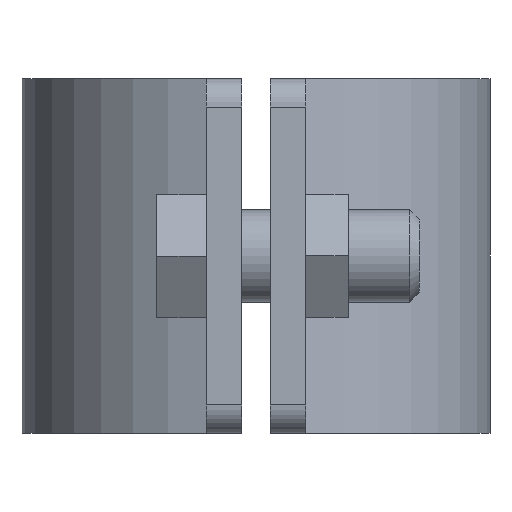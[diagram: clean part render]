
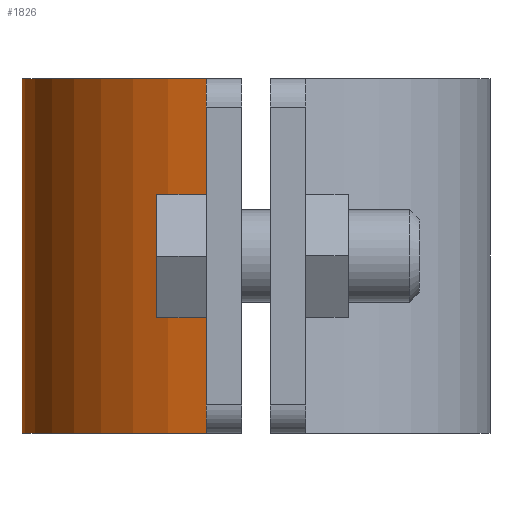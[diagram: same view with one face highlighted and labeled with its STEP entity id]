
A CAD part, left-side view. The second image highlights one B-rep face of the part: STEP entity #1826.
In plain terms, the highlighted cylindrical face has radius 16.5 mm (diameter 33 mm), a partial arc.
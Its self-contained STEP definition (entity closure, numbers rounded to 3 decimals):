
#55 = EDGE_CURVE ( 'NONE', #814, #190, #221, .T. ) ;
#126 = CARTESIAN_POINT ( 'NONE',  ( 16.125, 3.5, -12.5 ) ) ;
#135 = CARTESIAN_POINT ( 'NONE',  ( 16.125, 3.5, 12.5 ) ) ;
#190 = VERTEX_POINT ( 'NONE', #2266 ) ;
#221 = CIRCLE ( 'NONE', #1092, 16.5 ) ;
#558 = CARTESIAN_POINT ( 'NONE',  ( 0., 0., -12.5 ) ) ;
#590 = CARTESIAN_POINT ( 'NONE',  ( 0., 0., 12.5 ) ) ;
#597 = VECTOR ( 'NONE', #2040, 1000. ) ;
#656 = CARTESIAN_POINT ( 'NONE',  ( 16.125, 3.5, 12.5 ) ) ;
#700 = ORIENTED_EDGE ( 'NONE', *, *, #55, .F. ) ;
#716 = FACE_OUTER_BOUND ( 'NONE', #2142, .T. ) ;
#745 = DIRECTION ( 'NONE',  ( 1., 0., 0. ) ) ;
#773 = CIRCLE ( 'NONE', #2364, 16.5 ) ;
#814 = VERTEX_POINT ( 'NONE', #135 ) ;
#953 = DIRECTION ( 'NONE',  ( 0., 0., -1. ) ) ;
#1092 = AXIS2_PLACEMENT_3D ( 'NONE', #590, #1621, #1777 ) ;
#1313 = ORIENTED_EDGE ( 'NONE', *, *, #1369, .T. ) ;
#1369 = EDGE_CURVE ( 'NONE', #1824, #1787, #773, .T. ) ;
#1449 = CARTESIAN_POINT ( 'NONE',  ( -16.125, 3.5, 12.5 ) ) ;
#1543 = DIRECTION ( 'NONE',  ( -1., 0., 0. ) ) ;
#1595 = VECTOR ( 'NONE', #2495, 1000. ) ;
#1621 = DIRECTION ( 'NONE',  ( 0., 0., 1. ) ) ;
#1673 = ORIENTED_EDGE ( 'NONE', *, *, #2181, .F. ) ;
#1680 = AXIS2_PLACEMENT_3D ( 'NONE', #2562, #953, #1543 ) ;
#1727 = CYLINDRICAL_SURFACE ( 'NONE', #1680, 16.5 ) ;
#1736 = ORIENTED_EDGE ( 'NONE', *, *, #2295, .T. ) ;
#1777 = DIRECTION ( 'NONE',  ( 1., 0., 0. ) ) ;
#1787 = VERTEX_POINT ( 'NONE', #2589 ) ;
#1824 = VERTEX_POINT ( 'NONE', #126 ) ;
#1826 = ADVANCED_FACE ( 'NONE', ( #716 ), #1727, .T. ) ;
#2040 = DIRECTION ( 'NONE',  ( 0., 0., -1. ) ) ;
#2082 = LINE ( 'NONE', #1449, #597 ) ;
#2142 = EDGE_LOOP ( 'NONE', ( #1313, #1673, #700, #1736 ) ) ;
#2181 = EDGE_CURVE ( 'NONE', #190, #1787, #2082, .T. ) ;
#2266 = CARTESIAN_POINT ( 'NONE',  ( -16.125, 3.5, 12.5 ) ) ;
#2295 = EDGE_CURVE ( 'NONE', #814, #1824, #2476, .T. ) ;
#2364 = AXIS2_PLACEMENT_3D ( 'NONE', #558, #2592, #745 ) ;
#2476 = LINE ( 'NONE', #656, #1595 ) ;
#2495 = DIRECTION ( 'NONE',  ( 0., 0., -1. ) ) ;
#2562 = CARTESIAN_POINT ( 'NONE',  ( 0., 0., 12.5 ) ) ;
#2589 = CARTESIAN_POINT ( 'NONE',  ( -16.125, 3.5, -12.5 ) ) ;
#2592 = DIRECTION ( 'NONE',  ( 0., 0., 1. ) ) ;
